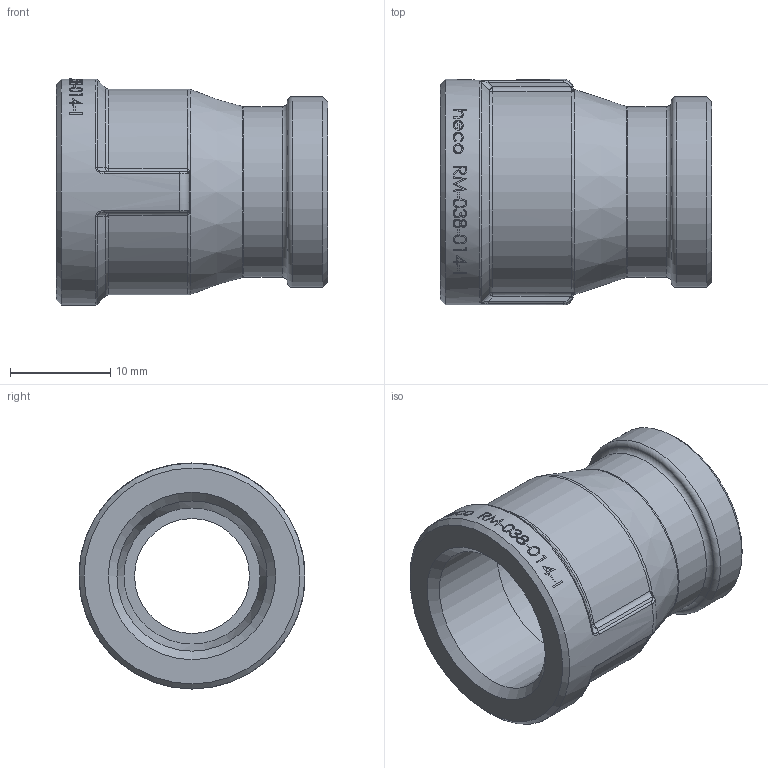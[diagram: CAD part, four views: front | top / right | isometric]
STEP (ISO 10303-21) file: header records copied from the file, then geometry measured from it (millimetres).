
FILE_DESCRIPTION (( 'STEP AP214' ), '1' );
FILE_NAME ('heco_RM-038-014-I Reduziermuffe 2305.STEP', '2023-05-09T09:47:08', ( '' ), ( '' ), 'SwSTEP 2.0', 'SolidWorks 2019', '' );
FILE_SCHEMA (( 'AUTOMOTIVE_DESIGN' ));
Length unit declared in the file: millimetre
Products named in the file (1): heco_RM-038-014-I Reduziermuffe 2305
Bounding box: 27 x 22.5 x 22.5 mm (x, y, z)
Volume: 3803.6 mm3; surface area: 3442.7 mm2
Topology: 1 solids, 1 shells, 265 faces, 669 edges, 432 vertices
Faces by surface type: bspline 113, plane 83, cylinder 40, torus 17, cone 8, sphere 4
Full cylindrical faces by diameter (mm): 11.445 x1, 14.95 x1, 17 x1, 17.5 x1, 19 x1, 22.5 x1
Entity records: 14358 total; most frequent: CARTESIAN_POINT 6863, ORIENTED_EDGE 1288, DIRECTION 822, EDGE_CURVE 644, VERTEX_POINT 424, EDGE_LOOP 310, AXIS2_PLACEMENT_3D 297, FACE_OUTER_BOUND 276
